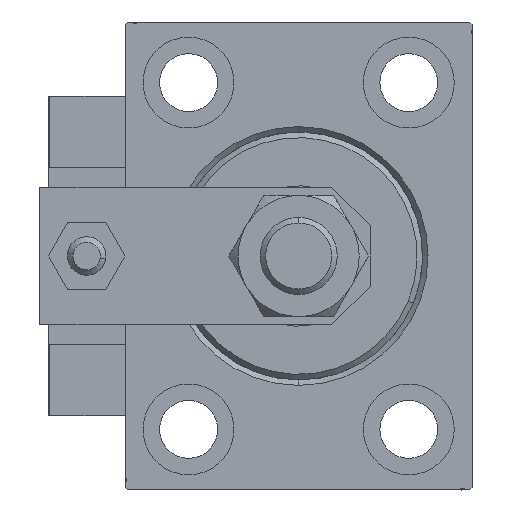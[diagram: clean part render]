
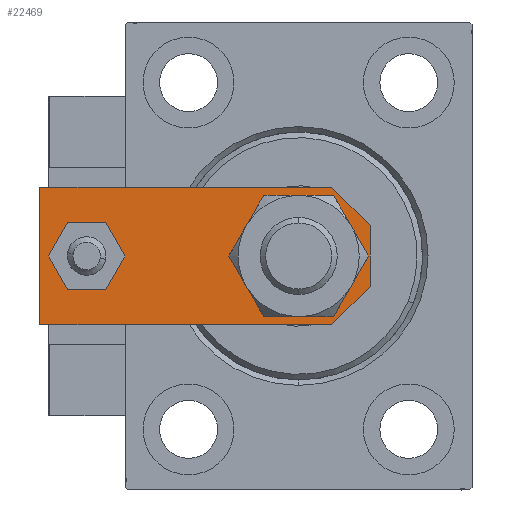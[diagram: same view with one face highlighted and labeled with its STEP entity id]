
A CAD part, left-side view. The second image highlights one B-rep face of the part: STEP entity #22469.
In plain terms, the highlighted face is planar.
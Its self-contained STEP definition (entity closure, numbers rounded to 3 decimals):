
#459 = VERTEX_POINT ( 'NONE', #50308 ) ;
#1527 = PLANE ( 'NONE',  #6456 ) ;
#1554 = VERTEX_POINT ( 'NONE', #36974 ) ;
#1609 = CARTESIAN_POINT ( 'NONE',  ( 12.5, 60., 6. ) ) ;
#1738 = DIRECTION ( 'NONE',  ( 0., 0., 1. ) ) ;
#1759 = VECTOR ( 'NONE', #8954, 1000. ) ;
#1916 = ORIENTED_EDGE ( 'NONE', *, *, #49826, .T. ) ;
#2179 = CARTESIAN_POINT ( 'NONE',  ( -12.5, 7., 6. ) ) ;
#3028 = CARTESIAN_POINT ( 'NONE',  ( -12.5, 60., 6. ) ) ;
#3097 = CARTESIAN_POINT ( 'NONE',  ( 5.5, 0., 6. ) ) ;
#3500 = DIRECTION ( 'NONE',  ( 1., 0., 0. ) ) ;
#3778 = EDGE_CURVE ( 'NONE', #51827, #31932, #39428, .T. ) ;
#4132 = ORIENTED_EDGE ( 'NONE', *, *, #40106, .T. ) ;
#4452 = ORIENTED_EDGE ( 'NONE', *, *, #23847, .F. ) ;
#6125 = CARTESIAN_POINT ( 'NONE',  ( 12.5, 0., 6. ) ) ;
#6456 = AXIS2_PLACEMENT_3D ( 'NONE', #49631, #50156, #13738 ) ;
#7297 = EDGE_CURVE ( 'NONE', #459, #1554, #9817, .T. ) ;
#7590 = CARTESIAN_POINT ( 'NONE',  ( -4., 51.5, 6. ) ) ;
#8954 = DIRECTION ( 'NONE',  ( 1., 0., 0. ) ) ;
#9055 = DIRECTION ( 'NONE',  ( 0.707, 0.707, 0. ) ) ;
#9817 = CIRCLE ( 'NONE', #42934, 8.25 ) ;
#10172 = DIRECTION ( 'NONE',  ( 1., 0., 0. ) ) ;
#10619 = LINE ( 'NONE', #6125, #19963 ) ;
#11492 = EDGE_CURVE ( 'NONE', #31932, #43742, #41353, .T. ) ;
#12825 = CIRCLE ( 'NONE', #22141, 8.25 ) ;
#13738 = DIRECTION ( 'NONE',  ( 1., 0., 0. ) ) ;
#14379 = AXIS2_PLACEMENT_3D ( 'NONE', #25903, #1738, #21908 ) ;
#14529 = VECTOR ( 'NONE', #9055, 1000. ) ;
#14562 = CARTESIAN_POINT ( 'NONE',  ( -12.5, 60., 6. ) ) ;
#17720 = ORIENTED_EDGE ( 'NONE', *, *, #50382, .F. ) ;
#17896 = VECTOR ( 'NONE', #36648, 1000. ) ;
#18272 = ORIENTED_EDGE ( 'NONE', *, *, #21181, .T. ) ;
#19226 = DIRECTION ( 'NONE',  ( 0., -1., 0. ) ) ;
#19963 = VECTOR ( 'NONE', #51276, 1000. ) ;
#20622 = CARTESIAN_POINT ( 'NONE',  ( -2.75, -2.75, 6. ) ) ;
#21181 = EDGE_CURVE ( 'NONE', #42005, #48621, #10619, .T. ) ;
#21339 = CARTESIAN_POINT ( 'NONE',  ( 0., 13., 6. ) ) ;
#21534 = VECTOR ( 'NONE', #19226, 1000. ) ;
#21792 = LINE ( 'NONE', #45468, #14529 ) ;
#21908 = DIRECTION ( 'NONE',  ( 1., 0., 0. ) ) ;
#22141 = AXIS2_PLACEMENT_3D ( 'NONE', #21339, #45794, #33061 ) ;
#22469 = ADVANCED_FACE ( 'NONE', ( #25169, #33936, #37921 ), #1527, .T. ) ;
#23339 = VERTEX_POINT ( 'NONE', #3097 ) ;
#23508 = ORIENTED_EDGE ( 'NONE', *, *, #11492, .T. ) ;
#23617 = CARTESIAN_POINT ( 'NONE',  ( 12.5, 60., 6. ) ) ;
#23847 = EDGE_CURVE ( 'NONE', #28733, #26739, #49793, .T. ) ;
#25169 = FACE_BOUND ( 'NONE', #38754, .T. ) ;
#25171 = CARTESIAN_POINT ( 'NONE',  ( -5.5, 0., 6. ) ) ;
#25903 = CARTESIAN_POINT ( 'NONE',  ( 0., 51.5, 6. ) ) ;
#26391 = CARTESIAN_POINT ( 'NONE',  ( 0., 13., 6. ) ) ;
#26739 = VERTEX_POINT ( 'NONE', #7590 ) ;
#27335 = CARTESIAN_POINT ( 'NONE',  ( 4., 51.5, 6. ) ) ;
#27764 = ORIENTED_EDGE ( 'NONE', *, *, #49650, .T. ) ;
#28149 = EDGE_LOOP ( 'NONE', ( #17720, #33427 ) ) ;
#28204 = CARTESIAN_POINT ( 'NONE',  ( 0., 51.5, 6. ) ) ;
#28733 = VERTEX_POINT ( 'NONE', #27335 ) ;
#28776 = EDGE_LOOP ( 'NONE', ( #39919, #23508, #4132, #27764, #18272, #1916 ) ) ;
#29413 = AXIS2_PLACEMENT_3D ( 'NONE', #28204, #47881, #3500 ) ;
#31932 = VERTEX_POINT ( 'NONE', #2179 ) ;
#32820 = ORIENTED_EDGE ( 'NONE', *, *, #33814, .F. ) ;
#33061 = DIRECTION ( 'NONE',  ( 1., 0., 0. ) ) ;
#33427 = ORIENTED_EDGE ( 'NONE', *, *, #7297, .F. ) ;
#33814 = EDGE_CURVE ( 'NONE', #26739, #28733, #50050, .T. ) ;
#33936 = FACE_OUTER_BOUND ( 'NONE', #28776, .T. ) ;
#36611 = CARTESIAN_POINT ( 'NONE',  ( -12.5, 0., 6. ) ) ;
#36648 = DIRECTION ( 'NONE',  ( -1., 0., 0. ) ) ;
#36974 = CARTESIAN_POINT ( 'NONE',  ( -8.25, 13., 6. ) ) ;
#37017 = VECTOR ( 'NONE', #41093, 1000. ) ;
#37921 = FACE_BOUND ( 'NONE', #28149, .T. ) ;
#38754 = EDGE_LOOP ( 'NONE', ( #32820, #4452 ) ) ;
#38976 = CARTESIAN_POINT ( 'NONE',  ( 12.5, 7., 6. ) ) ;
#39428 = LINE ( 'NONE', #3028, #21534 ) ;
#39919 = ORIENTED_EDGE ( 'NONE', *, *, #3778, .T. ) ;
#40106 = EDGE_CURVE ( 'NONE', #43742, #23339, #45370, .T. ) ;
#41093 = DIRECTION ( 'NONE',  ( 0.707, -0.707, 0. ) ) ;
#41353 = LINE ( 'NONE', #20622, #37017 ) ;
#42005 = VERTEX_POINT ( 'NONE', #38976 ) ;
#42594 = DIRECTION ( 'NONE',  ( 0., 0., 1. ) ) ;
#42934 = AXIS2_PLACEMENT_3D ( 'NONE', #26391, #42594, #10172 ) ;
#43742 = VERTEX_POINT ( 'NONE', #25171 ) ;
#45370 = LINE ( 'NONE', #36611, #1759 ) ;
#45468 = CARTESIAN_POINT ( 'NONE',  ( 2.75, -2.75, 6. ) ) ;
#45794 = DIRECTION ( 'NONE',  ( 0., 0., 1. ) ) ;
#47881 = DIRECTION ( 'NONE',  ( 0., 0., 1. ) ) ;
#48621 = VERTEX_POINT ( 'NONE', #1609 ) ;
#48871 = LINE ( 'NONE', #23617, #17896 ) ;
#49631 = CARTESIAN_POINT ( 'NONE',  ( 0., 0., 6. ) ) ;
#49650 = EDGE_CURVE ( 'NONE', #23339, #42005, #21792, .T. ) ;
#49793 = CIRCLE ( 'NONE', #29413, 4. ) ;
#49826 = EDGE_CURVE ( 'NONE', #48621, #51827, #48871, .T. ) ;
#50050 = CIRCLE ( 'NONE', #14379, 4. ) ;
#50156 = DIRECTION ( 'NONE',  ( 0., 0., 1. ) ) ;
#50308 = CARTESIAN_POINT ( 'NONE',  ( 8.25, 13., 6. ) ) ;
#50382 = EDGE_CURVE ( 'NONE', #1554, #459, #12825, .T. ) ;
#51276 = DIRECTION ( 'NONE',  ( 0., 1., 0. ) ) ;
#51827 = VERTEX_POINT ( 'NONE', #14562 ) ;
